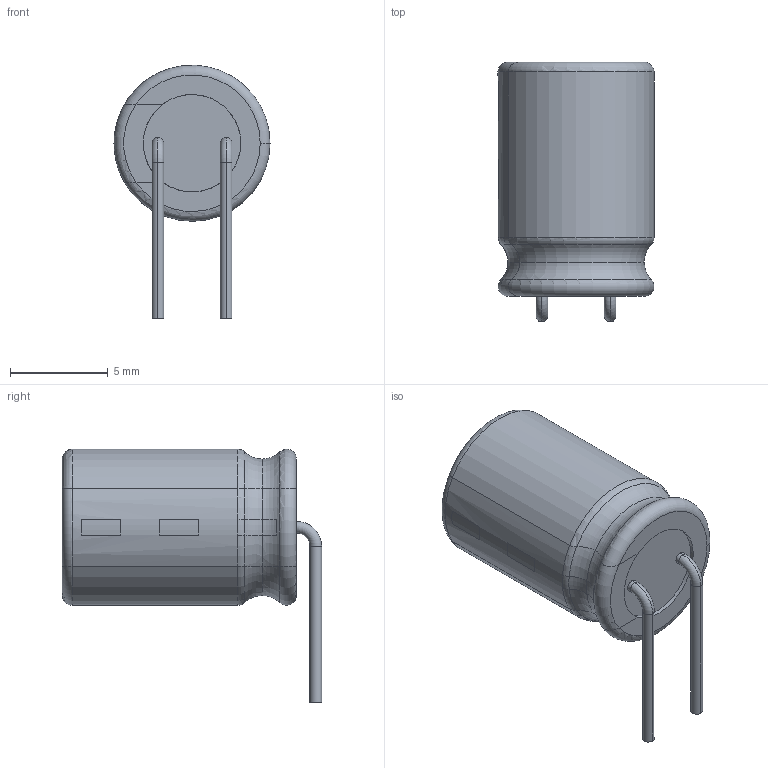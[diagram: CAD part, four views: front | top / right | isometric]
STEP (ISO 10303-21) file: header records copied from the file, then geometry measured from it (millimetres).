
FILE_DESCRIPTION (( 'STEP AP214' ), '1' );
FILE_NAME ('ECAP0812(L).STEP', '2023-06-13T14:28:00', ( '' ), ( '' ), 'SwSTEP 2.0', 'SolidWorks 2018', '' );
FILE_SCHEMA (( 'AUTOMOTIVE_DESIGN' ));
Length unit declared in the file: millimetre
Products named in the file (1): ECAP0812(L)
Bounding box: 8 x 13.3 x 13 mm (x, y, z)
Volume: 580 mm3; surface area: 440.3 mm2
Topology: 3 solids, 3 shells, 72 faces, 168 edges, 105 vertices
Faces by surface type: cylinder 25, torus 24, plane 23
Entity records: 2801 total; most frequent: CARTESIAN_POINT 442, DIRECTION 383, ORIENTED_EDGE 336, EDGE_CURVE 168, AXIS2_PLACEMENT_3D 158, VERTEX_POINT 105, CIRCLE 85, EDGE_LOOP 75
